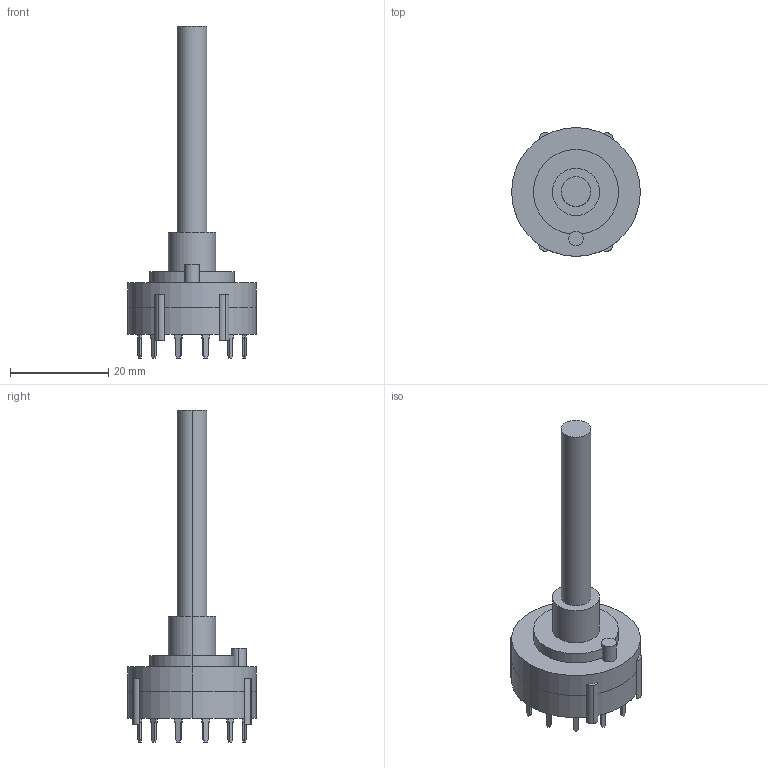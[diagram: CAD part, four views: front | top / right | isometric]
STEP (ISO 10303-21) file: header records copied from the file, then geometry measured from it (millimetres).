
FILE_DESCRIPTION((''),'2;1');
FILE_NAME('SW_LORLIN_CK_1-2-4-POLES.stp','2009-04-09T08:40:24',(''),(''),'Mechanical Desktop 2006','Mechanical Desktop 2006',', , ');
FILE_SCHEMA(('AUTOMOTIVE_DESIGN { 1 2 10303 214 0 1 1 1 }'));
Length unit declared in the file: millimetre
Products named in the file (1): Product
Bounding box: 26.2 x 26.2 x 67.6 mm (x, y, z)
Volume: 8076.2 mm3; surface area: 5363.4 mm2
Topology: 26 solids, 26 shells, 240 faces, 564 edges, 376 vertices
Faces by surface type: plane 212, cylinder 28
Entity records: 6818 total; most frequent: CARTESIAN_POINT 1181, ORIENTED_EDGE 1128, DIRECTION 1102, EDGE_CURVE 564, VECTOR 508, LINE 508, VERTEX_POINT 376, AXIS2_PLACEMENT_3D 297
